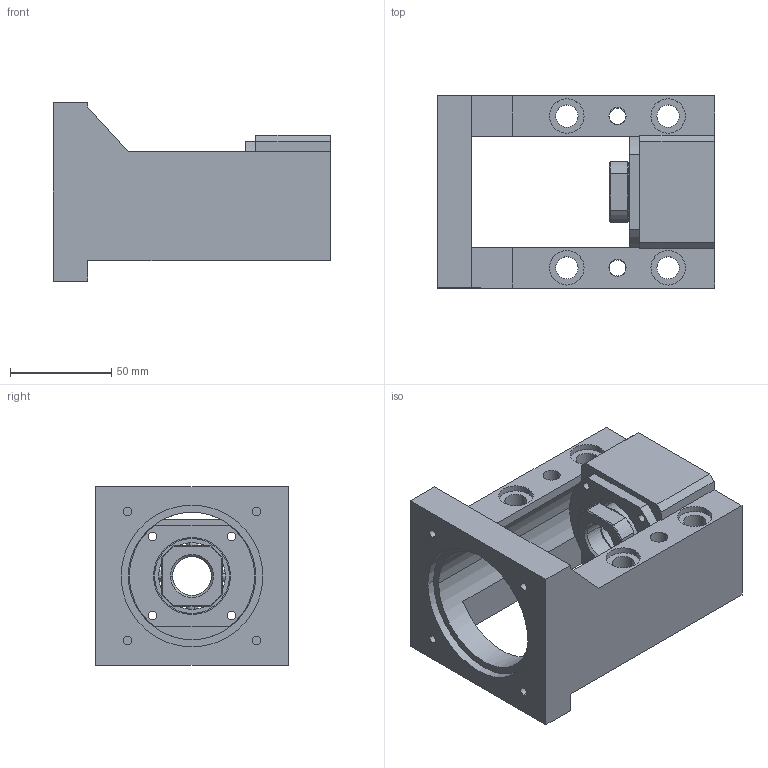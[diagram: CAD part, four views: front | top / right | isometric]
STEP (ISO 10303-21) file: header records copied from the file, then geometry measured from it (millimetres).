
FILE_DESCRIPTION(('CATIA V5 STEP Exchange'),'2;1');
FILE_NAME('TKZX20-80A-XT01580055.stp','2019-10-24T16:12:23+00:00',('none'),('none'),'CATIA Version 5 Release 20 GA (IN-10)','CATIA V5 STEP AP203','none');
FILE_SCHEMA(('CONFIG_CONTROL_DESIGN'));
Length unit declared in the file: millimetre
Products named in the file (1): TKZX20-80A-XT01580055_AllCATPart
Bounding box: 137 x 95 x 88 mm (x, y, z)
Volume: 419037.1 mm3; surface area: 95029.9 mm2
Topology: 18 solids, 21 shells, 256 faces, 620 edges, 368 vertices
Faces by surface type: cylinder 112, plane 74, sphere 32, torus 24, cone 14
Entity records: 6379 total; most frequent: CARTESIAN_POINT 1112, ORIENTED_EDGE 1112, DIRECTION 849, EDGE_CURVE 556, AXIS2_PLACEMENT_3D 483, VERTEX_POINT 368, CIRCLE 326, EDGE_LOOP 316
